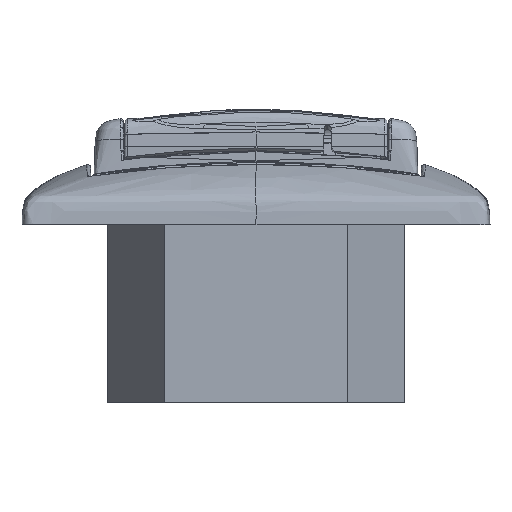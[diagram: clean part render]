
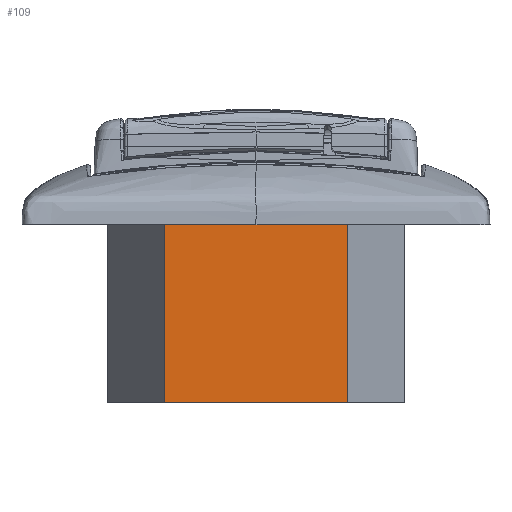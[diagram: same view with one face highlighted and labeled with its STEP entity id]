
A CAD part, left-side view. The second image highlights one B-rep face of the part: STEP entity #109.
In plain terms, the highlighted planar face has unit normal (-1, 0, 0).
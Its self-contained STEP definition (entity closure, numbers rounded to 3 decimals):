
#109=ADVANCED_FACE('',(#11601),#11603,.T.);
#11601=FACE_BOUND('',#11602,.T.);
#11602=EDGE_LOOP('',(#54519,#54520,#54521,#54522));
#11603=PLANE('',#11604);
#11604=AXIS2_PLACEMENT_3D('',#11605,#11606,#11607);
#11605=CARTESIAN_POINT('',(-24.52,-16.041,14.85));
#11606=DIRECTION('',(-1.,0.,0.));
#11607=DIRECTION('',(0.,1.,0.));
#54519=ORIENTED_EDGE('',*,*,#68946,.T.);
#54520=ORIENTED_EDGE('',*,*,#68945,.T.);
#54521=ORIENTED_EDGE('',*,*,#68947,.F.);
#54522=ORIENTED_EDGE('',*,*,#68948,.F.);
#68945=EDGE_CURVE('',#73325,#73327,#73329,.T.);
#68946=EDGE_CURVE('',#73330,#73325,#73331,.F.);
#68947=EDGE_CURVE('',#73332,#73327,#73333,.T.);
#68948=EDGE_CURVE('',#73330,#73332,#73334,.T.);
#73325=VERTEX_POINT('',#79383);
#73327=VERTEX_POINT('',#79387);
#73329=LINE('',#79391,#79392);
#73330=VERTEX_POINT('',#79394);
#73331=LINE('',#79395,#79396);
#73332=VERTEX_POINT('',#79398);
#73333=LINE('',#79399,#79400);
#73334=LINE('',#79402,#79403);
#79383=CARTESIAN_POINT('',(-24.52,16.041,14.85));
#79387=CARTESIAN_POINT('',(-24.52,16.041,-16.35));
#79391=CARTESIAN_POINT('',(-24.52,16.041,14.85));
#79392=VECTOR('',#79393,1.);
#79393=DIRECTION('',(0.,0.,-1.));
#79394=CARTESIAN_POINT('',(-24.52,-16.041,14.85));
#79395=CARTESIAN_POINT('',(-24.52,16.041,14.85));
#79396=VECTOR('',#79397,1.);
#79397=DIRECTION('',(0.,-1.,0.));
#79398=CARTESIAN_POINT('',(-24.52,-16.041,-16.35));
#79399=CARTESIAN_POINT('',(-24.52,-16.041,-16.35));
#79400=VECTOR('',#79401,1.);
#79401=DIRECTION('',(0.,1.,0.));
#79402=CARTESIAN_POINT('',(-24.52,-16.041,14.85));
#79403=VECTOR('',#79404,1.);
#79404=DIRECTION('',(0.,0.,-1.));
